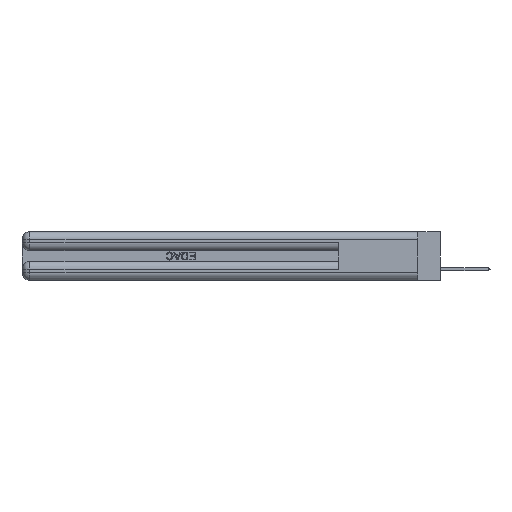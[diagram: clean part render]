
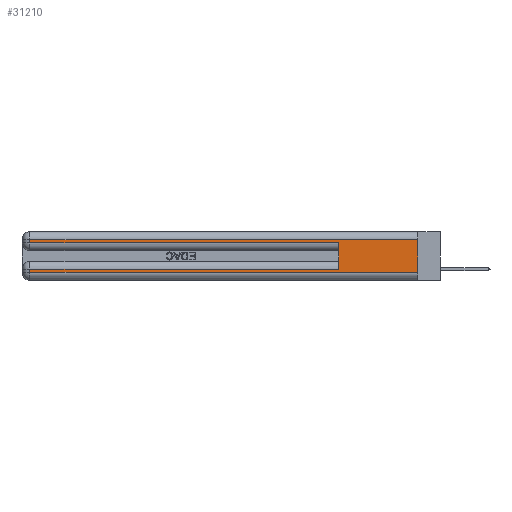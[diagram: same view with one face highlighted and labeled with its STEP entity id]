
A CAD part, left-side view. The second image highlights one B-rep face of the part: STEP entity #31210.
In plain terms, the highlighted planar face has unit normal (-1, 0, 0).
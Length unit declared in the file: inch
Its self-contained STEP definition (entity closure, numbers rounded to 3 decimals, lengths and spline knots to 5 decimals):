
#2473 = CARTESIAN_POINT ( 'NONE',  ( 0., 2.94, 0.085 ) ) ;
#3920 = LINE ( 'NONE', #4172, #8649 ) ;
#4172 = CARTESIAN_POINT ( 'NONE',  ( 0., 0., 0.37 ) ) ;
#4281 = EDGE_CURVE ( 'NONE', #40687, #5016, #19747, .T. ) ;
#4728 = VECTOR ( 'NONE', #7065, 39.37008 ) ;
#5016 = VERTEX_POINT ( 'NONE', #19908 ) ;
#5136 = EDGE_CURVE ( 'NONE', #37092, #17080, #3920, .T. ) ;
#6475 = DIRECTION ( 'NONE',  ( 0., -1., 0. ) ) ;
#6587 = CARTESIAN_POINT ( 'NONE',  ( 0., 2.94, 0.06 ) ) ;
#7065 = DIRECTION ( 'NONE',  ( 0., 1., 0. ) ) ;
#7486 = VECTOR ( 'NONE', #33888, 39.37008 ) ;
#7556 = CARTESIAN_POINT ( 'NONE',  ( 0., 2.94, 0.37 ) ) ;
#7948 = VERTEX_POINT ( 'NONE', #2473 ) ;
#7955 = CARTESIAN_POINT ( 'NONE',  ( 0., 0.6, 0.085 ) ) ;
#8340 = VERTEX_POINT ( 'NONE', #7955 ) ;
#8649 = VECTOR ( 'NONE', #21521, 39.37008 ) ;
#9017 = LINE ( 'NONE', #21206, #10067 ) ;
#9447 = ORIENTED_EDGE ( 'NONE', *, *, #5136, .F. ) ;
#9827 = DIRECTION ( 'NONE',  ( 0., -1., 0. ) ) ;
#9833 = VERTEX_POINT ( 'NONE', #6587 ) ;
#10067 = VECTOR ( 'NONE', #31251, 39.37008 ) ;
#10632 = LINE ( 'NONE', #7556, #7486 ) ;
#11477 = PLANE ( 'NONE',  #21087 ) ;
#12008 = EDGE_CURVE ( 'NONE', #9833, #17080, #17614, .T. ) ;
#12142 = CARTESIAN_POINT ( 'NONE',  ( 0., 0.6, 0.145 ) ) ;
#12591 = FACE_OUTER_BOUND ( 'NONE', #37440, .T. ) ;
#13429 = VECTOR ( 'NONE', #6475, 39.37008 ) ;
#13921 = VECTOR ( 'NONE', #9827, 39.37008 ) ;
#13927 = CARTESIAN_POINT ( 'NONE',  ( 0., 0., 0.06 ) ) ;
#14474 = ORIENTED_EDGE ( 'NONE', *, *, #21989, .T. ) ;
#15506 = DIRECTION ( 'NONE',  ( 0., 0., 1. ) ) ;
#15895 = ORIENTED_EDGE ( 'NONE', *, *, #42093, .T. ) ;
#16669 = ORIENTED_EDGE ( 'NONE', *, *, #42258, .T. ) ;
#16927 = ORIENTED_EDGE ( 'NONE', *, *, #4281, .T. ) ;
#17080 = VERTEX_POINT ( 'NONE', #13927 ) ;
#17614 = LINE ( 'NONE', #33670, #13921 ) ;
#18114 = CARTESIAN_POINT ( 'NONE',  ( 0., 0., 0.31 ) ) ;
#19747 = LINE ( 'NONE', #23222, #13429 ) ;
#19908 = CARTESIAN_POINT ( 'NONE',  ( 0., 0.6, 0.285 ) ) ;
#21087 = AXIS2_PLACEMENT_3D ( 'NONE', #24451, #38307, #35033 ) ;
#21206 = CARTESIAN_POINT ( 'NONE',  ( 0., 2.94, 0.37 ) ) ;
#21521 = DIRECTION ( 'NONE',  ( 0., 0., -1. ) ) ;
#21989 = EDGE_CURVE ( 'NONE', #7948, #9833, #9017, .T. ) ;
#22242 = CARTESIAN_POINT ( 'NONE',  ( 0., 2.94, 0.31 ) ) ;
#23222 = CARTESIAN_POINT ( 'NONE',  ( 0., 0., 0.285 ) ) ;
#23496 = EDGE_CURVE ( 'NONE', #37092, #37225, #36879, .T. ) ;
#23728 = ORIENTED_EDGE ( 'NONE', *, *, #23496, .T. ) ;
#24451 = CARTESIAN_POINT ( 'NONE',  ( 0., 0., 0.37 ) ) ;
#24909 = DIRECTION ( 'NONE',  ( 0., 1., 0. ) ) ;
#26575 = CARTESIAN_POINT ( 'NONE',  ( 0., 2.94, 0.285 ) ) ;
#27429 = ORIENTED_EDGE ( 'NONE', *, *, #12008, .T. ) ;
#27477 = VECTOR ( 'NONE', #24909, 39.37008 ) ;
#28022 = LINE ( 'NONE', #38037, #27477 ) ;
#28638 = EDGE_CURVE ( 'NONE', #8340, #5016, #34904, .T. ) ;
#29692 = VECTOR ( 'NONE', #15506, 39.37008 ) ;
#31210 = ADVANCED_FACE ( 'NONE', ( #12591 ), #11477, .F. ) ;
#31251 = DIRECTION ( 'NONE',  ( 0., 0., -1. ) ) ;
#32099 = ORIENTED_EDGE ( 'NONE', *, *, #28638, .F. ) ;
#33670 = CARTESIAN_POINT ( 'NONE',  ( 0., 0., 0.06 ) ) ;
#33888 = DIRECTION ( 'NONE',  ( 0., 0., -1. ) ) ;
#34904 = LINE ( 'NONE', #12142, #29692 ) ;
#35033 = DIRECTION ( 'NONE',  ( 0., 0., -1. ) ) ;
#36879 = LINE ( 'NONE', #40510, #4728 ) ;
#37092 = VERTEX_POINT ( 'NONE', #18114 ) ;
#37225 = VERTEX_POINT ( 'NONE', #22242 ) ;
#37440 = EDGE_LOOP ( 'NONE', ( #9447, #23728, #15895, #16927, #32099, #16669, #14474, #27429 ) ) ;
#38037 = CARTESIAN_POINT ( 'NONE',  ( 0., 0., 0.085 ) ) ;
#38307 = DIRECTION ( 'NONE',  ( 1., 0., 0. ) ) ;
#40510 = CARTESIAN_POINT ( 'NONE',  ( 0., 0., 0.31 ) ) ;
#40687 = VERTEX_POINT ( 'NONE', #26575 ) ;
#42093 = EDGE_CURVE ( 'NONE', #37225, #40687, #10632, .T. ) ;
#42258 = EDGE_CURVE ( 'NONE', #8340, #7948, #28022, .T. ) ;
